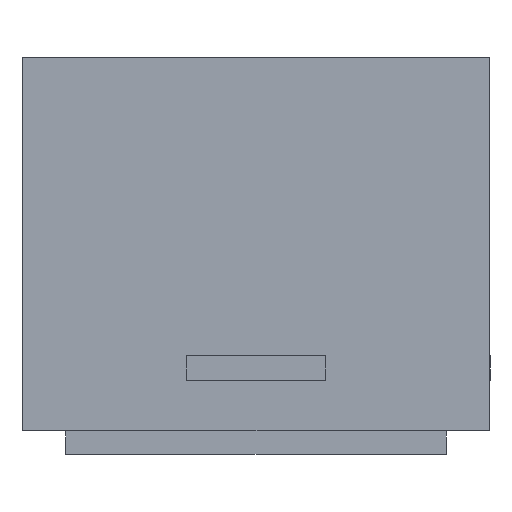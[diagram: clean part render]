
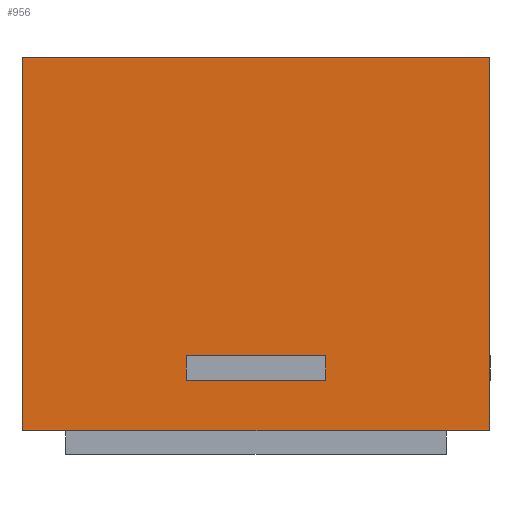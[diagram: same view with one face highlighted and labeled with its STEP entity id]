
A CAD part, left-side view. The second image highlights one B-rep face of the part: STEP entity #956.
In plain terms, the highlighted planar face has unit normal (-1, 0, 0).
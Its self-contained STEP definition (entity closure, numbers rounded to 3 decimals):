
#28=FACE_BOUND('',#104,.T.);
#46=FACE_OUTER_BOUND('',#103,.T.);
#103=EDGE_LOOP('',(#727,#728,#729,#730));
#104=EDGE_LOOP('',(#731,#732,#733,#734));
#139=LINE('',#1303,#271);
#143=LINE('',#1312,#275);
#168=LINE('',#1365,#300);
#180=LINE('',#1390,#312);
#192=LINE('',#1407,#324);
#193=LINE('',#1409,#325);
#197=LINE('',#1416,#329);
#198=LINE('',#1417,#330);
#271=VECTOR('',#1065,10.);
#275=VECTOR('',#1071,10.);
#300=VECTOR('',#1108,10.);
#312=VECTOR('',#1124,10.);
#324=VECTOR('',#1144,10.);
#325=VECTOR('',#1147,10.);
#329=VECTOR('',#1157,10.);
#330=VECTOR('',#1158,10.);
#403=VERTEX_POINT('',#1301);
#404=VERTEX_POINT('',#1302);
#407=VERTEX_POINT('',#1310);
#408=VERTEX_POINT('',#1311);
#427=VERTEX_POINT('',#1358);
#430=VERTEX_POINT('',#1363);
#440=VERTEX_POINT('',#1387);
#441=VERTEX_POINT('',#1389);
#491=EDGE_CURVE('',#403,#404,#139,.T.);
#495=EDGE_CURVE('',#407,#408,#143,.T.);
#520=EDGE_CURVE('',#427,#430,#168,.T.);
#532=EDGE_CURVE('',#440,#441,#180,.T.);
#544=EDGE_CURVE('',#408,#403,#192,.T.);
#545=EDGE_CURVE('',#404,#407,#193,.T.);
#549=EDGE_CURVE('',#440,#427,#197,.T.);
#550=EDGE_CURVE('',#441,#430,#198,.T.);
#727=ORIENTED_EDGE('',*,*,#549,.T.);
#728=ORIENTED_EDGE('',*,*,#520,.T.);
#729=ORIENTED_EDGE('',*,*,#550,.F.);
#730=ORIENTED_EDGE('',*,*,#532,.F.);
#731=ORIENTED_EDGE('',*,*,#495,.T.);
#732=ORIENTED_EDGE('',*,*,#544,.T.);
#733=ORIENTED_EDGE('',*,*,#491,.T.);
#734=ORIENTED_EDGE('',*,*,#545,.T.);
#904=PLANE('',#1026);
#956=ADVANCED_FACE('',(#46,#28),#904,.T.);
#1026=AXIS2_PLACEMENT_3D('',#1415,#1155,#1156);
#1065=DIRECTION('',(0.,0.,-1.));
#1071=DIRECTION('',(0.,0.,1.));
#1108=DIRECTION('',(0.,0.,1.));
#1124=DIRECTION('',(0.,0.,1.));
#1144=DIRECTION('',(0.,-1.,0.));
#1147=DIRECTION('',(0.,1.,0.));
#1155=DIRECTION('center_axis',(-1.,0.,0.));
#1156=DIRECTION('ref_axis',(0.,-1.,0.));
#1157=DIRECTION('',(0.,-1.,0.));
#1158=DIRECTION('',(0.,-1.,0.));
#1301=CARTESIAN_POINT('',(-0.5,-0.089,0.097));
#1302=CARTESIAN_POINT('',(-0.5,-0.089,0.065));
#1303=CARTESIAN_POINT('',(-0.5,-0.089,0.032));
#1310=CARTESIAN_POINT('',(-0.5,0.089,0.065));
#1311=CARTESIAN_POINT('',(-0.5,0.089,0.097));
#1312=CARTESIAN_POINT('',(-0.5,0.089,0.049));
#1358=CARTESIAN_POINT('',(-0.5,-0.3,0.));
#1363=CARTESIAN_POINT('',(-0.5,-0.3,0.48));
#1365=CARTESIAN_POINT('',(-0.5,-0.3,0.));
#1387=CARTESIAN_POINT('',(-0.5,0.3,0.));
#1389=CARTESIAN_POINT('',(-0.5,0.3,0.48));
#1390=CARTESIAN_POINT('',(-0.5,0.3,0.));
#1407=CARTESIAN_POINT('',(-0.5,0.3,0.097));
#1409=CARTESIAN_POINT('',(-0.5,0.3,0.065));
#1415=CARTESIAN_POINT('Origin',(-0.5,0.3,0.));
#1416=CARTESIAN_POINT('',(-0.5,0.3,0.));
#1417=CARTESIAN_POINT('',(-0.5,0.3,0.48));
